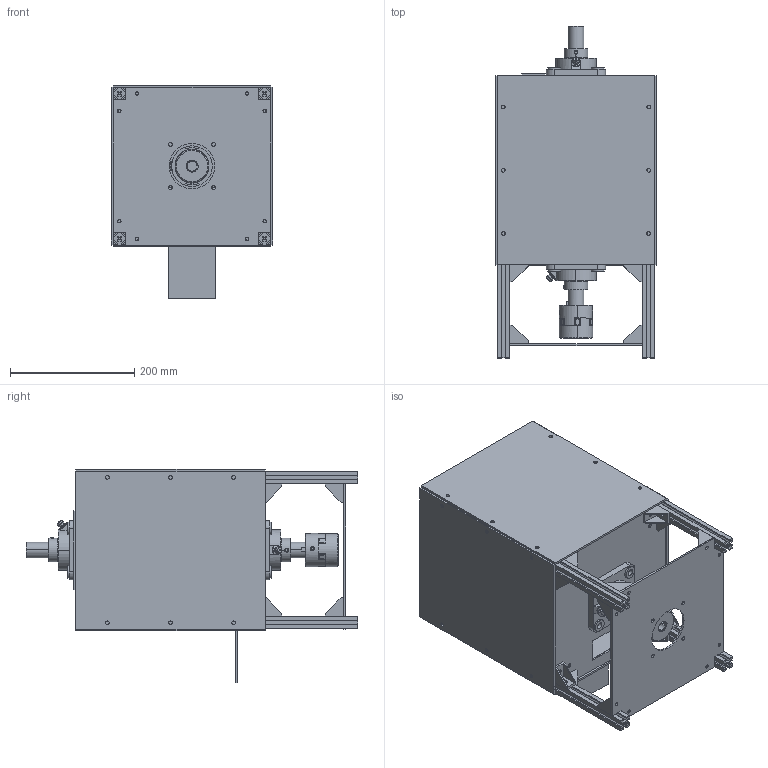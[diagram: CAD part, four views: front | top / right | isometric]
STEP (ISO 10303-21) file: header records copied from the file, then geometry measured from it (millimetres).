
FILE_DESCRIPTION (( 'STEP AP203' ), '1' );
FILE_NAME ('DryerV2.STEP', '2018-08-28T16:43:50', ( '' ), ( '' ), 'SwSTEP 2.0', 'SolidWorks 2017', '' );
FILE_SCHEMA (( 'CONFIG_CONTROL_DESIGN' ));
Length unit declared in the file: inch
Products named in the file (30): DR019_6408K75; Top Frame ASSY; DR020_6413K147; DR022; CenterBasePlate; Feed Slide ASSY; DR004; DR001; DR009; Base Frame ASSY; Coupler ASSY; DR014; DR021; DR013; DR005; DR010; DR012; Ext Frame ASSY; DR015; DR011; DR008; DR002; DR006; DR016; DR018_6408K253; DR017; DryerV2; DR007; DR003; Motor Frame ASSY
Assembly tree (65 placements, depth 4):
  DryerV2
    DR002
    DR001
    Base Frame ASSY
      DR003
      DR010
      Feed Slide ASSY
        DR009
        DR008  x2
        DR007
      CenterBasePlate
        DR004
      DR005
      DR006  x4
    Ext Frame ASSY
      DR012  x4
      DR013  x3
      DR014
      DR015  x8
    Top Frame ASSY
      DR011
      DR005
    DR017
    DR016
    Coupler ASSY
      DR018_6408K253
      DR019_6408K75
      DR020_6413K147
    Motor Frame ASSY
      DR021
      DR022  x4
      DR015  x16
Bounding box: 260.35 x 534.01 x 343.7 mm (x, y, z)
Volume: 3402713.4 mm3; surface area: 2020028.6 mm2
Topology: 60 solids, 60 shells, 1914 faces, 4995 edges, 3256 vertices
Faces by surface type: plane 1139, cylinder 607, cone 82, bspline 50, torus 36
Entity records: 32487 total; most frequent: CARTESIAN_POINT 6181, DIRECTION 4777, ORIENTED_EDGE 4492, EDGE_CURVE 2246, AXIS2_PLACEMENT_3D 1756, VERTEX_POINT 1442, LINE 1265, VECTOR 1265
